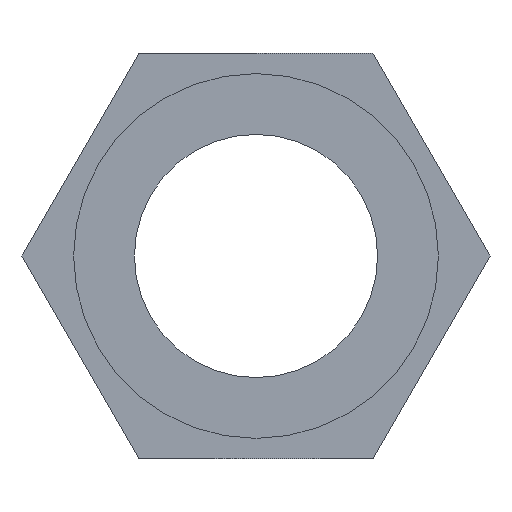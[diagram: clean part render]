
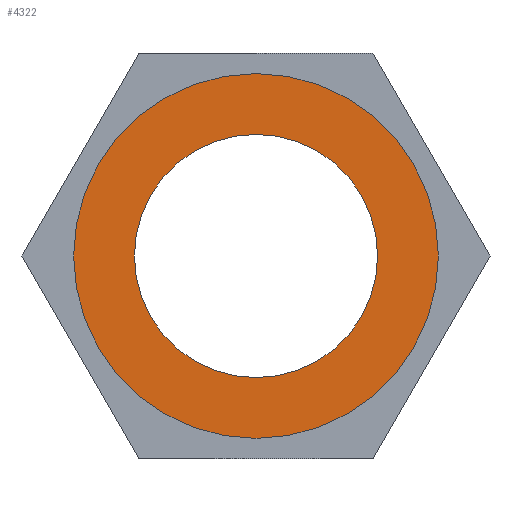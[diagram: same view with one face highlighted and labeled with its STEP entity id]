
A CAD part, left-side view. The second image highlights one B-rep face of the part: STEP entity #4322.
In plain terms, the highlighted planar face has unit normal (-1, 0, 0).
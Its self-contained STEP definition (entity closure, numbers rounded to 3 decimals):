
#151 = DIRECTION ( 'NONE',  ( 1., 0., 0. ) ) ;
#273 = DIRECTION ( 'NONE',  ( 0., 0., 1. ) ) ;
#398 = DIRECTION ( 'NONE',  ( 0., 0., -1. ) ) ;
#571 = DIRECTION ( 'NONE',  ( 0., 0., -1. ) ) ;
#583 = CARTESIAN_POINT ( 'NONE',  ( 0., 0., 0. ) ) ;
#710 = CIRCLE ( 'NONE', #4964, 6.75 ) ;
#1112 = EDGE_CURVE ( 'NONE', #2150, #5341, #2551, .T. ) ;
#1164 = ORIENTED_EDGE ( 'NONE', *, *, #1112, .T. ) ;
#1207 = VERTEX_POINT ( 'NONE', #2792 ) ;
#1604 = EDGE_LOOP ( 'NONE', ( #3560, #1997 ) ) ;
#1902 = DIRECTION ( 'NONE',  ( 1., 0., 0. ) ) ;
#1918 = CIRCLE ( 'NONE', #4345, 6.75 ) ;
#1995 = EDGE_CURVE ( 'NONE', #5341, #2150, #4733, .T. ) ;
#1997 = ORIENTED_EDGE ( 'NONE', *, *, #4844, .T. ) ;
#2150 = VERTEX_POINT ( 'NONE', #3317 ) ;
#2247 = DIRECTION ( 'NONE',  ( 1., 0., 0. ) ) ;
#2249 = DIRECTION ( 'NONE',  ( 0., 0., -1. ) ) ;
#2304 = AXIS2_PLACEMENT_3D ( 'NONE', #3827, #2247, #571 ) ;
#2551 = CIRCLE ( 'NONE', #2819, 4.5 ) ;
#2687 = DIRECTION ( 'NONE',  ( 0., 0., 1. ) ) ;
#2735 = VERTEX_POINT ( 'NONE', #4321 ) ;
#2792 = CARTESIAN_POINT ( 'NONE',  ( 0., 0., -6.75 ) ) ;
#2819 = AXIS2_PLACEMENT_3D ( 'NONE', #5167, #151, #2249 ) ;
#2941 = DIRECTION ( 'NONE',  ( -1., 0., 0. ) ) ;
#3112 = FACE_BOUND ( 'NONE', #4293, .T. ) ;
#3287 = CARTESIAN_POINT ( 'NONE',  ( 0., 0., -4.5 ) ) ;
#3317 = CARTESIAN_POINT ( 'NONE',  ( 0., 0., 4.5 ) ) ;
#3486 = DIRECTION ( 'NONE',  ( -1., 0., 0. ) ) ;
#3560 = ORIENTED_EDGE ( 'NONE', *, *, #4025, .T. ) ;
#3585 = CARTESIAN_POINT ( 'NONE',  ( 0., 0., 0. ) ) ;
#3827 = CARTESIAN_POINT ( 'NONE',  ( 0., 0., 0. ) ) ;
#3973 = PLANE ( 'NONE',  #4019 ) ;
#4019 = AXIS2_PLACEMENT_3D ( 'NONE', #583, #1902, #398 ) ;
#4025 = EDGE_CURVE ( 'NONE', #2735, #1207, #710, .T. ) ;
#4293 = EDGE_LOOP ( 'NONE', ( #1164, #4962 ) ) ;
#4321 = CARTESIAN_POINT ( 'NONE',  ( 0., 0., 6.75 ) ) ;
#4322 = ADVANCED_FACE ( 'NONE', ( #3112, #4330 ), #3973, .F. ) ;
#4330 = FACE_OUTER_BOUND ( 'NONE', #1604, .T. ) ;
#4345 = AXIS2_PLACEMENT_3D ( 'NONE', #3585, #3486, #2687 ) ;
#4733 = CIRCLE ( 'NONE', #2304, 4.5 ) ;
#4844 = EDGE_CURVE ( 'NONE', #1207, #2735, #1918, .T. ) ;
#4962 = ORIENTED_EDGE ( 'NONE', *, *, #1995, .T. ) ;
#4964 = AXIS2_PLACEMENT_3D ( 'NONE', #4966, #2941, #273 ) ;
#4966 = CARTESIAN_POINT ( 'NONE',  ( 0., 0., 0. ) ) ;
#5167 = CARTESIAN_POINT ( 'NONE',  ( 0., 0., 0. ) ) ;
#5341 = VERTEX_POINT ( 'NONE', #3287 ) ;
